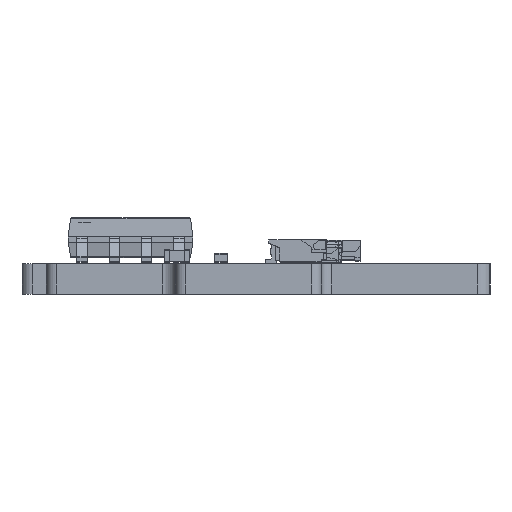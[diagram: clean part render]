
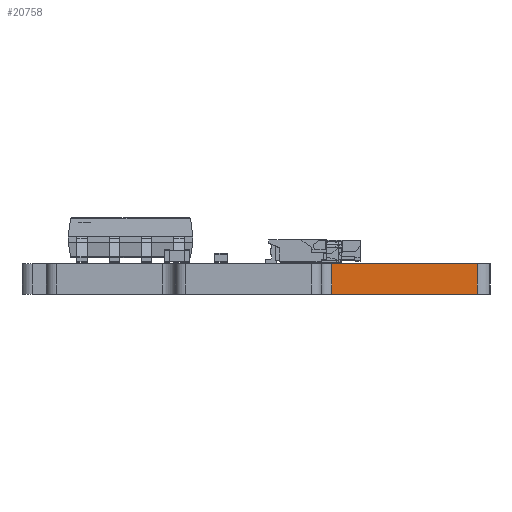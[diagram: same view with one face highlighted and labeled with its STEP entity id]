
A CAD part, left-side view. The second image highlights one B-rep face of the part: STEP entity #20758.
In plain terms, the highlighted planar face has unit normal (-1, 0, 0).
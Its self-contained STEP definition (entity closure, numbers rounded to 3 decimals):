
#19243 = VERTEX_POINT('',#19244);
#19244 = CARTESIAN_POINT('',(101.95,-83.466,0.));
#19251 = EDGE_CURVE('',#19252,#19243,#19254,.T.);
#19252 = VERTEX_POINT('',#19253);
#19253 = CARTESIAN_POINT('',(101.95,-89.183,0.));
#19254 = LINE('',#19255,#19256);
#19255 = CARTESIAN_POINT('',(101.95,-89.183,0.));
#19256 = VECTOR('',#19257,1.);
#19257 = DIRECTION('',(0.,1.,0.));
#19783 = VERTEX_POINT('',#19784);
#19784 = CARTESIAN_POINT('',(101.95,-83.466,1.2));
#19791 = EDGE_CURVE('',#19792,#19783,#19794,.T.);
#19792 = VERTEX_POINT('',#19793);
#19793 = CARTESIAN_POINT('',(101.95,-89.183,1.2));
#19794 = LINE('',#19795,#19796);
#19795 = CARTESIAN_POINT('',(101.95,-89.183,1.2));
#19796 = VECTOR('',#19797,1.);
#19797 = DIRECTION('',(0.,1.,0.));
#20728 = EDGE_CURVE('',#19243,#19783,#20729,.T.);
#20729 = LINE('',#20730,#20731);
#20730 = CARTESIAN_POINT('',(101.95,-83.466,0.));
#20731 = VECTOR('',#20732,1.);
#20732 = DIRECTION('',(0.,0.,1.));
#20758 = ADVANCED_FACE('',(#20759),#20770,.T.);
#20759 = FACE_BOUND('',#20760,.T.);
#20760 = EDGE_LOOP('',(#20761,#20767,#20768,#20769));
#20761 = ORIENTED_EDGE('',*,*,#20762,.T.);
#20762 = EDGE_CURVE('',#19252,#19792,#20763,.T.);
#20763 = LINE('',#20764,#20765);
#20764 = CARTESIAN_POINT('',(101.95,-89.183,0.));
#20765 = VECTOR('',#20766,1.);
#20766 = DIRECTION('',(0.,0.,1.));
#20767 = ORIENTED_EDGE('',*,*,#19791,.T.);
#20768 = ORIENTED_EDGE('',*,*,#20728,.F.);
#20769 = ORIENTED_EDGE('',*,*,#19251,.F.);
#20770 = PLANE('',#20771);
#20771 = AXIS2_PLACEMENT_3D('',#20772,#20773,#20774);
#20772 = CARTESIAN_POINT('',(101.95,-89.183,0.));
#20773 = DIRECTION('',(-1.,0.,0.));
#20774 = DIRECTION('',(0.,1.,0.));
